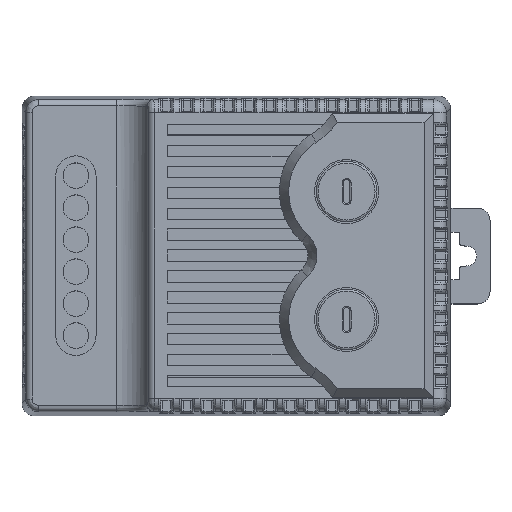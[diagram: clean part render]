
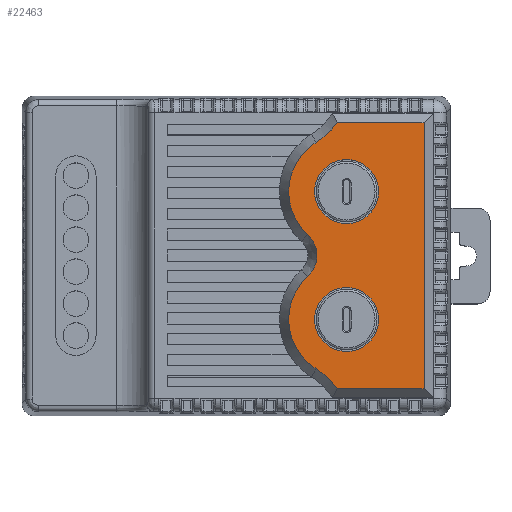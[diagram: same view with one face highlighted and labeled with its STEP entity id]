
A CAD part, top view. The second image highlights one B-rep face of the part: STEP entity #22463.
In plain terms, the highlighted planar face has unit normal (0, 0, 1).
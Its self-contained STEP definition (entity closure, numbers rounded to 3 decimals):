
#710=FACE_BOUND('',#2716,.T.);
#711=FACE_BOUND('',#2717,.T.);
#784=PLANE('',#24111);
#1403=FACE_OUTER_BOUND('',#2715,.T.);
#2715=EDGE_LOOP('',(#15785,#15786,#15787,#15788,#15789,#15790,#15791,#15792));
#2716=EDGE_LOOP('',(#15793));
#2717=EDGE_LOOP('',(#15794));
#4540=LINE('',#35267,#6669);
#4541=LINE('',#35269,#6670);
#4542=LINE('',#35280,#6671);
#6669=VECTOR('',#27606,1.);
#6670=VECTOR('',#27607,1.);
#6671=VECTOR('',#27618,1.);
#8353=CIRCLE('',#24112,11.443);
#8354=CIRCLE('',#24113,9.057);
#8355=CIRCLE('',#24114,4.443);
#8356=CIRCLE('',#24115,9.057);
#8357=CIRCLE('',#24116,11.443);
#8358=CIRCLE('',#24117,5.);
#8359=CIRCLE('',#24118,5.);
#9935=VERTEX_POINT('',#35265);
#9936=VERTEX_POINT('',#35266);
#9937=VERTEX_POINT('',#35268);
#9938=VERTEX_POINT('',#35270);
#9939=VERTEX_POINT('',#35272);
#9940=VERTEX_POINT('',#35274);
#9941=VERTEX_POINT('',#35276);
#9942=VERTEX_POINT('',#35278);
#9943=VERTEX_POINT('',#35281);
#9944=VERTEX_POINT('',#35283);
#12161=EDGE_CURVE('',#9935,#9936,#4540,.T.);
#12162=EDGE_CURVE('',#9937,#9935,#4541,.T.);
#12163=EDGE_CURVE('',#9937,#9938,#8353,.T.);
#12164=EDGE_CURVE('',#9938,#9939,#8354,.T.);
#12165=EDGE_CURVE('',#9939,#9940,#8355,.T.);
#12166=EDGE_CURVE('',#9940,#9941,#8356,.T.);
#12167=EDGE_CURVE('',#9941,#9942,#8357,.T.);
#12168=EDGE_CURVE('',#9936,#9942,#4542,.T.);
#12169=EDGE_CURVE('',#9943,#9943,#8358,.T.);
#12170=EDGE_CURVE('',#9944,#9944,#8359,.T.);
#15785=ORIENTED_EDGE('',*,*,#12161,.F.);
#15786=ORIENTED_EDGE('',*,*,#12162,.F.);
#15787=ORIENTED_EDGE('',*,*,#12163,.T.);
#15788=ORIENTED_EDGE('',*,*,#12164,.T.);
#15789=ORIENTED_EDGE('',*,*,#12165,.T.);
#15790=ORIENTED_EDGE('',*,*,#12166,.T.);
#15791=ORIENTED_EDGE('',*,*,#12167,.T.);
#15792=ORIENTED_EDGE('',*,*,#12168,.F.);
#15793=ORIENTED_EDGE('',*,*,#12169,.F.);
#15794=ORIENTED_EDGE('',*,*,#12170,.F.);
#22463=ADVANCED_FACE('',(#1403,#710,#711),#784,.F.);
#24111=AXIS2_PLACEMENT_3D('',#35264,#27604,#27605);
#24112=AXIS2_PLACEMENT_3D('',#35271,#27608,#27609);
#24113=AXIS2_PLACEMENT_3D('',#35273,#27610,#27611);
#24114=AXIS2_PLACEMENT_3D('',#35275,#27612,#27613);
#24115=AXIS2_PLACEMENT_3D('',#35277,#27614,#27615);
#24116=AXIS2_PLACEMENT_3D('',#35279,#27616,#27617);
#24117=AXIS2_PLACEMENT_3D('',#35282,#27619,#27620);
#24118=AXIS2_PLACEMENT_3D('',#35284,#27621,#27622);
#27604=DIRECTION('center_axis',(0.,0.,-1.));
#27605=DIRECTION('ref_axis',(-1.,0.,0.));
#27606=DIRECTION('',(0.,-1.,0.));
#27607=DIRECTION('',(1.,0.,0.));
#27608=DIRECTION('center_axis',(0.,0.,-1.));
#27609=DIRECTION('ref_axis',(-1.,0.,0.));
#27610=DIRECTION('center_axis',(0.,0.,1.));
#27611=DIRECTION('ref_axis',(-1.,0.,0.));
#27612=DIRECTION('center_axis',(0.,0.,-1.));
#27613=DIRECTION('ref_axis',(-1.,0.,0.));
#27614=DIRECTION('center_axis',(0.,0.,1.));
#27615=DIRECTION('ref_axis',(-1.,0.,0.));
#27616=DIRECTION('center_axis',(0.,0.,-1.));
#27617=DIRECTION('ref_axis',(-1.,0.,0.));
#27618=DIRECTION('',(-1.,0.,0.));
#27619=DIRECTION('center_axis',(0.,0.,1.));
#27620=DIRECTION('ref_axis',(-1.,0.,0.));
#27621=DIRECTION('center_axis',(0.,0.,1.));
#27622=DIRECTION('ref_axis',(-1.,0.,0.));
#35264=CARTESIAN_POINT('Origin',(33.5,25.,38.));
#35265=CARTESIAN_POINT('',(29.357,20.796,38.));
#35266=CARTESIAN_POINT('',(29.357,-20.796,38.));
#35267=CARTESIAN_POINT('',(29.357,25.,38.));
#35268=CARTESIAN_POINT('',(15.803,20.796,38.));
#35269=CARTESIAN_POINT('',(33.5,20.796,38.));
#35270=CARTESIAN_POINT('',(12.499,17.71,38.));
#35271=CARTESIAN_POINT('Origin',(6.494,27.451,38.));
#35272=CARTESIAN_POINT('',(11.167,3.291,38.));
#35273=CARTESIAN_POINT('Origin',(17.251,10.,38.));
#35274=CARTESIAN_POINT('',(11.167,-3.291,38.));
#35275=CARTESIAN_POINT('Origin',(8.182,0.,38.));
#35276=CARTESIAN_POINT('',(12.499,-17.71,38.));
#35277=CARTESIAN_POINT('Origin',(17.251,-10.,38.));
#35278=CARTESIAN_POINT('',(15.803,-20.796,38.));
#35279=CARTESIAN_POINT('Origin',(6.494,-27.451,38.));
#35280=CARTESIAN_POINT('',(33.5,-20.796,38.));
#35281=CARTESIAN_POINT('',(22.251,10.,38.));
#35282=CARTESIAN_POINT('Origin',(17.251,10.,38.));
#35283=CARTESIAN_POINT('',(22.251,-10.,38.));
#35284=CARTESIAN_POINT('Origin',(17.251,-10.,38.));
